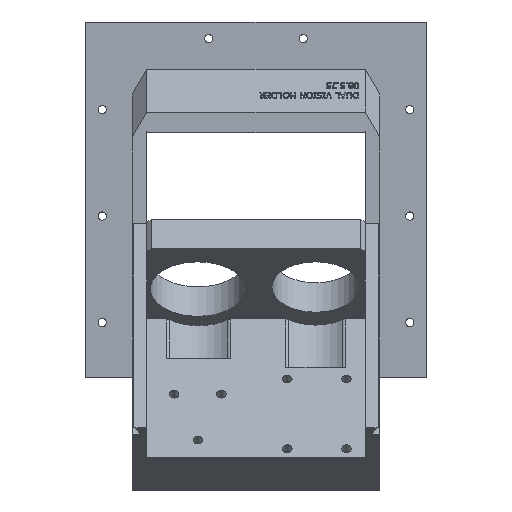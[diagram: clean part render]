
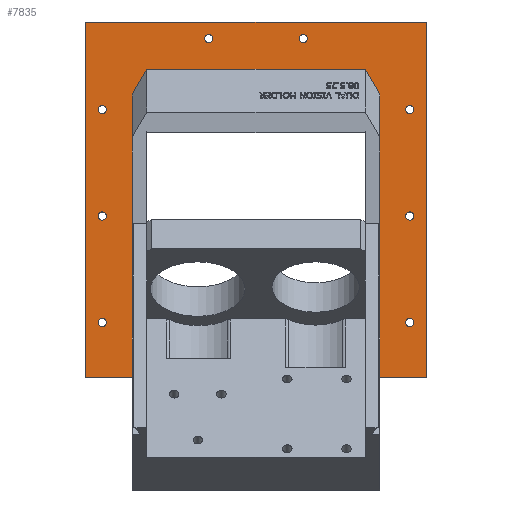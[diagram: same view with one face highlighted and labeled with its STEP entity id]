
A CAD part, top view. The second image highlights one B-rep face of the part: STEP entity #7835.
In plain terms, the highlighted planar face has unit normal (0, 0, 1).
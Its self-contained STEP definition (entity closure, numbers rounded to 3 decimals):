
#542=FACE_BOUND('',#1501,.T.);
#543=FACE_BOUND('',#1502,.T.);
#544=FACE_BOUND('',#1503,.T.);
#545=FACE_BOUND('',#1504,.T.);
#546=FACE_BOUND('',#1505,.T.);
#547=FACE_BOUND('',#1506,.T.);
#548=FACE_BOUND('',#1507,.T.);
#549=FACE_BOUND('',#1508,.T.);
#550=FACE_BOUND('',#1509,.T.);
#603=CIRCLE('',#8191,1.729);
#604=CIRCLE('',#8192,1.729);
#605=CIRCLE('',#8193,1.729);
#606=CIRCLE('',#8194,1.729);
#607=CIRCLE('',#8195,1.729);
#608=CIRCLE('',#8196,1.729);
#609=CIRCLE('',#8197,1.729);
#610=CIRCLE('',#8198,1.729);
#1014=FACE_OUTER_BOUND('',#1500,.T.);
#1500=EDGE_LOOP('',(#7088,#7089,#7090,#7091));
#1501=EDGE_LOOP('',(#7092,#7093,#7094,#7095,#7096,#7097));
#1502=EDGE_LOOP('',(#7098));
#1503=EDGE_LOOP('',(#7099));
#1504=EDGE_LOOP('',(#7100));
#1505=EDGE_LOOP('',(#7101));
#1506=EDGE_LOOP('',(#7102));
#1507=EDGE_LOOP('',(#7103));
#1508=EDGE_LOOP('',(#7104));
#1509=EDGE_LOOP('',(#7105));
#1615=LINE('',#9871,#2390);
#1620=LINE('',#9879,#2395);
#2275=LINE('',#13733,#3050);
#2279=LINE('',#13748,#3054);
#2282=LINE('',#13758,#3057);
#2283=LINE('',#13760,#3058);
#2284=LINE('',#13762,#3059);
#2285=LINE('',#13763,#3060);
#2286=LINE('',#13764,#3061);
#2287=LINE('',#13765,#3062);
#2390=VECTOR('',#8378,10.);
#2395=VECTOR('',#8385,10.);
#3050=VECTOR('',#9560,10.);
#3054=VECTOR('',#9582,10.);
#3057=VECTOR('',#9595,10.);
#3058=VECTOR('',#9596,10.);
#3059=VECTOR('',#9597,10.);
#3060=VECTOR('',#9598,10.);
#3061=VECTOR('',#9599,10.);
#3062=VECTOR('',#9600,10.);
#3155=VERTEX_POINT('',#9868);
#3156=VERTEX_POINT('',#9870);
#3158=VERTEX_POINT('',#9877);
#3808=VERTEX_POINT('',#13730);
#3809=VERTEX_POINT('',#13732);
#3811=VERTEX_POINT('',#13746);
#3812=VERTEX_POINT('',#13756);
#3813=VERTEX_POINT('',#13757);
#3814=VERTEX_POINT('',#13759);
#3815=VERTEX_POINT('',#13761);
#3816=VERTEX_POINT('',#13766);
#3817=VERTEX_POINT('',#13768);
#3818=VERTEX_POINT('',#13770);
#3819=VERTEX_POINT('',#13772);
#3820=VERTEX_POINT('',#13774);
#3821=VERTEX_POINT('',#13776);
#3822=VERTEX_POINT('',#13778);
#3823=VERTEX_POINT('',#13780);
#3921=EDGE_CURVE('',#3156,#3155,#1615,.T.);
#3926=EDGE_CURVE('',#3155,#3158,#1620,.T.);
#4908=EDGE_CURVE('',#3809,#3808,#2275,.T.);
#4912=EDGE_CURVE('',#3158,#3811,#2279,.T.);
#4916=EDGE_CURVE('',#3812,#3813,#2282,.T.);
#4917=EDGE_CURVE('',#3813,#3814,#2283,.T.);
#4918=EDGE_CURVE('',#3814,#3815,#2284,.T.);
#4919=EDGE_CURVE('',#3815,#3812,#2285,.T.);
#4920=EDGE_CURVE('',#3809,#3811,#2286,.F.);
#4921=EDGE_CURVE('',#3156,#3808,#2287,.F.);
#4922=EDGE_CURVE('',#3816,#3816,#603,.T.);
#4923=EDGE_CURVE('',#3817,#3817,#604,.T.);
#4924=EDGE_CURVE('',#3818,#3818,#605,.T.);
#4925=EDGE_CURVE('',#3819,#3819,#606,.T.);
#4926=EDGE_CURVE('',#3820,#3820,#607,.T.);
#4927=EDGE_CURVE('',#3821,#3821,#608,.T.);
#4928=EDGE_CURVE('',#3822,#3822,#609,.T.);
#4929=EDGE_CURVE('',#3823,#3823,#610,.T.);
#7088=ORIENTED_EDGE('',*,*,#4916,.T.);
#7089=ORIENTED_EDGE('',*,*,#4917,.T.);
#7090=ORIENTED_EDGE('',*,*,#4918,.T.);
#7091=ORIENTED_EDGE('',*,*,#4919,.T.);
#7092=ORIENTED_EDGE('',*,*,#3926,.T.);
#7093=ORIENTED_EDGE('',*,*,#4912,.T.);
#7094=ORIENTED_EDGE('',*,*,#4920,.F.);
#7095=ORIENTED_EDGE('',*,*,#4908,.T.);
#7096=ORIENTED_EDGE('',*,*,#4921,.F.);
#7097=ORIENTED_EDGE('',*,*,#3921,.T.);
#7098=ORIENTED_EDGE('',*,*,#4922,.T.);
#7099=ORIENTED_EDGE('',*,*,#4923,.T.);
#7100=ORIENTED_EDGE('',*,*,#4924,.T.);
#7101=ORIENTED_EDGE('',*,*,#4925,.T.);
#7102=ORIENTED_EDGE('',*,*,#4926,.T.);
#7103=ORIENTED_EDGE('',*,*,#4927,.T.);
#7104=ORIENTED_EDGE('',*,*,#4928,.T.);
#7105=ORIENTED_EDGE('',*,*,#4929,.T.);
#7426=PLANE('',#8190);
#7835=ADVANCED_FACE('',(#1014,#542,#543,#544,#545,#546,#547,#548,#549,#550),
#7426,.T.);
#8190=AXIS2_PLACEMENT_3D('',#13755,#9593,#9594);
#8191=AXIS2_PLACEMENT_3D('',#13767,#9601,#9602);
#8192=AXIS2_PLACEMENT_3D('',#13769,#9603,#9604);
#8193=AXIS2_PLACEMENT_3D('',#13771,#9605,#9606);
#8194=AXIS2_PLACEMENT_3D('',#13773,#9607,#9608);
#8195=AXIS2_PLACEMENT_3D('',#13775,#9609,#9610);
#8196=AXIS2_PLACEMENT_3D('',#13777,#9611,#9612);
#8197=AXIS2_PLACEMENT_3D('',#13779,#9613,#9614);
#8198=AXIS2_PLACEMENT_3D('',#13781,#9615,#9616);
#8378=DIRECTION('',(0.,-1.,0.));
#8385=DIRECTION('',(-1.,0.,0.));
#9560=DIRECTION('',(1.,0.,0.));
#9582=DIRECTION('',(0.,1.,0.));
#9593=DIRECTION('center_axis',(0.,0.,1.));
#9594=DIRECTION('ref_axis',(1.,0.,0.));
#9595=DIRECTION('',(1.,0.,0.));
#9596=DIRECTION('',(0.,1.,0.));
#9597=DIRECTION('',(-1.,0.,0.));
#9598=DIRECTION('',(0.,-1.,0.));
#9599=DIRECTION('',(0.498,0.867,0.));
#9600=DIRECTION('',(0.498,-0.867,0.));
#9601=DIRECTION('center_axis',(0.,0.,-1.));
#9602=DIRECTION('ref_axis',(1.,0.,0.));
#9603=DIRECTION('center_axis',(0.,0.,-1.));
#9604=DIRECTION('ref_axis',(1.,0.,0.));
#9605=DIRECTION('center_axis',(0.,0.,-1.));
#9606=DIRECTION('ref_axis',(1.,0.,0.));
#9607=DIRECTION('center_axis',(0.,0.,-1.));
#9608=DIRECTION('ref_axis',(1.,0.,0.));
#9609=DIRECTION('center_axis',(0.,0.,-1.));
#9610=DIRECTION('ref_axis',(1.,0.,0.));
#9611=DIRECTION('center_axis',(0.,0.,-1.));
#9612=DIRECTION('ref_axis',(1.,0.,0.));
#9613=DIRECTION('center_axis',(0.,0.,-1.));
#9614=DIRECTION('ref_axis',(1.,0.,0.));
#9615=DIRECTION('center_axis',(0.,0.,-1.));
#9616=DIRECTION('ref_axis',(1.,0.,0.));
#9868=CARTESIAN_POINT('',(49.732,-66.73,5.));
#9870=CARTESIAN_POINT('',(49.732,50.081,5.));
#9871=CARTESIAN_POINT('',(49.732,-50.581,5.));
#9877=CARTESIAN_POINT('',(-54.732,-66.73,5.));
#9879=CARTESIAN_POINT('',(-2.5,-66.73,5.));
#13730=CARTESIAN_POINT('',(43.732,60.541,5.));
#13732=CARTESIAN_POINT('',(-48.732,60.541,5.));
#13733=CARTESIAN_POINT('',(-2.5,60.541,5.));
#13746=CARTESIAN_POINT('',(-54.732,50.081,5.));
#13748=CARTESIAN_POINT('',(-54.732,13.927,5.));
#13755=CARTESIAN_POINT('Origin',(-2.5,-1.5,5.));
#13756=CARTESIAN_POINT('',(-74.5,-69.799,5.));
#13757=CARTESIAN_POINT('',(69.5,-69.799,5.));
#13758=CARTESIAN_POINT('',(-38.5,-69.799,5.));
#13759=CARTESIAN_POINT('',(69.5,80.5,5.));
#13760=CARTESIAN_POINT('',(69.5,-83.5,5.));
#13761=CARTESIAN_POINT('',(-74.5,80.5,5.));
#13762=CARTESIAN_POINT('',(69.5,80.5,5.));
#13763=CARTESIAN_POINT('',(-74.5,80.5,5.));
#13764=CARTESIAN_POINT('',(-62.166,37.119,5.));
#13765=CARTESIAN_POINT('',(71.087,12.849,5.));
#13766=CARTESIAN_POINT('',(-24.229,73.5,5.));
#13767=CARTESIAN_POINT('Origin',(-22.5,73.5,5.));
#13768=CARTESIAN_POINT('',(60.771,43.5,5.));
#13769=CARTESIAN_POINT('Origin',(62.5,43.5,5.));
#13770=CARTESIAN_POINT('',(-69.229,-46.5,5.));
#13771=CARTESIAN_POINT('Origin',(-67.5,-46.5,5.));
#13772=CARTESIAN_POINT('',(-69.229,-1.5,5.));
#13773=CARTESIAN_POINT('Origin',(-67.5,-1.5,5.));
#13774=CARTESIAN_POINT('',(-69.229,43.5,5.));
#13775=CARTESIAN_POINT('Origin',(-67.5,43.5,5.));
#13776=CARTESIAN_POINT('',(60.771,-1.5,5.));
#13777=CARTESIAN_POINT('Origin',(62.5,-1.5,5.));
#13778=CARTESIAN_POINT('',(60.771,-46.5,5.));
#13779=CARTESIAN_POINT('Origin',(62.5,-46.5,5.));
#13780=CARTESIAN_POINT('',(15.771,73.5,5.));
#13781=CARTESIAN_POINT('Origin',(17.5,73.5,5.));
